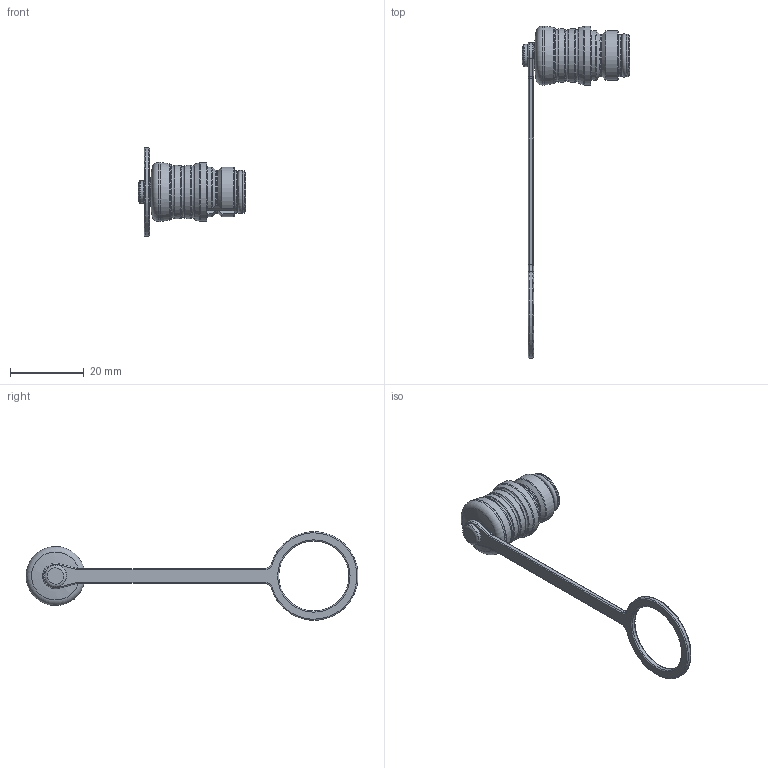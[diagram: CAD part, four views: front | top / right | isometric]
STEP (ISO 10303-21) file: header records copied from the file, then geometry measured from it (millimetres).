
FILE_DESCRIPTION(/* description */ (''),/* implementation_level */ '2;1');
FILE_NAME(/* name */ '08 2674 000 000 001_00.stp',/* time_stamp */ '2017-07-03T14:18:09+02:00',/* author */ (''),/* organization */ (''),/* preprocessor_version */ 'ST-DEVELOPER v16',/* originating_system */ 'SIEMENS PLM Software NX 11.0',/* authorisation */ '');
FILE_SCHEMA (('AUTOMOTIVE_DESIGN { 1 0 10303 214 3 1 1 1 }'));
Length unit declared in the file: millimetre
Products named in the file (1): smag1BC09891iiu7
Bounding box: 29 x 89.95 x 23.94 mm (x, y, z)
Volume: 3380.9 mm3; surface area: 3479.2 mm2
Topology: 1 solids, 2 shells, 103 faces, 233 edges, 141 vertices
Faces by surface type: torus 50, cylinder 27, plane 20, cone 4, bspline 2
Full cylindrical faces by diameter (mm): 3.85 x1, 4 x1, 6 x2, 8.3 x1, 9.8 x1, 11.4 x2, 16 x2, 19 x1
Entity records: 2680 total; most frequent: CARTESIAN_POINT 594, DIRECTION 470, ORIENTED_EDGE 336, AXIS2_PLACEMENT_3D 216, EDGE_CURVE 168, EDGE_LOOP 162, VERTEX_POINT 124, FACE_BOUND 115
